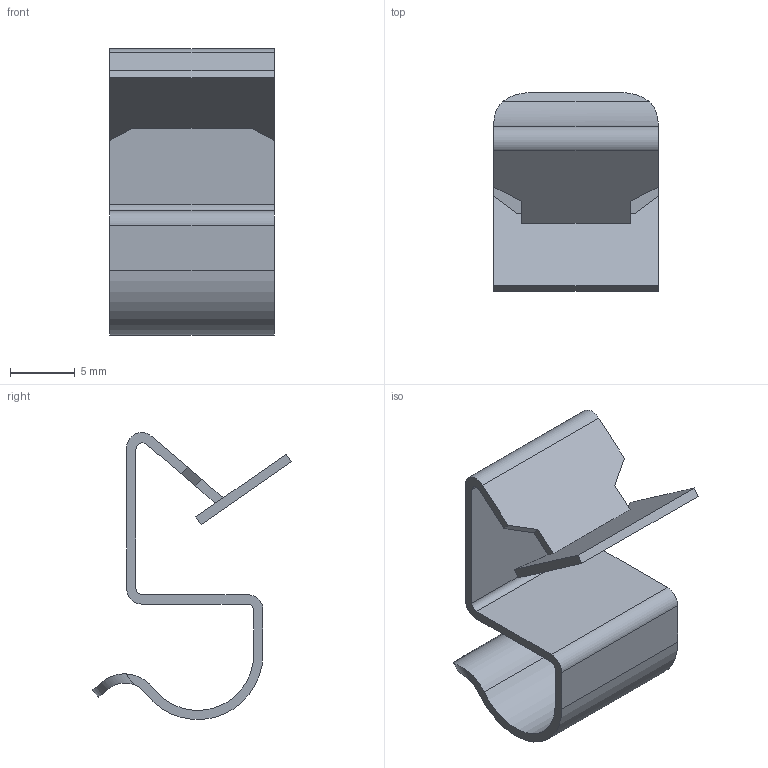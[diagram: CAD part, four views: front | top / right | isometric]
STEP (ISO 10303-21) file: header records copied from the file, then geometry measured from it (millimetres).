
FILE_DESCRIPTION(/* description */ (''),/* implementation_level */ '2;1');
FILE_NAME(/* name */ '16K999CC_00.stp',/* time_stamp */ '2016-08-19T15:48:45-04:00',/* author */ (''),/* organization */ (''),/* preprocessor_version */ 'ST-DEVELOPER v15',/* originating_system */ 'SIEMENS PLM Software NX 8.5',/* authorisation */ '');
FILE_SCHEMA (('AP203_CONFIGURATION_CONTROLLED_3D_DESIGN_OF_MECHANICAL_PARTS_AND_ASSEMBLIES_MIM_LF { 1 0 10303 403 2 1 2}'));
Length unit declared in the file: inch
Products named in the file (1): dfa18E84B3D68he
Bounding box: 12.7 x 15.37 x 22.16 mm (x, y, z)
Volume: 512 mm3; surface area: 1539.5 mm2
Topology: 1 solids, 1 shells, 40 faces, 111 edges, 74 vertices
Faces by surface type: plane 28, cylinder 12
Entity records: 1407 total; most frequent: CARTESIAN_POINT 268, ORIENTED_EDGE 222, DIRECTION 213, EDGE_CURVE 111, LINE 83, VECTOR 83, VERTEX_POINT 74, AXIS2_PLACEMENT_3D 65
